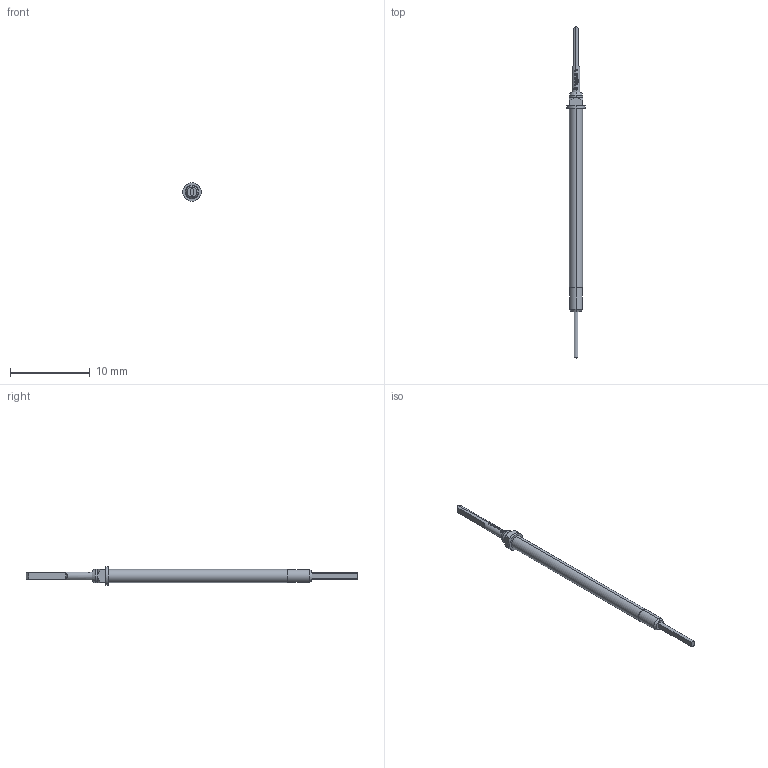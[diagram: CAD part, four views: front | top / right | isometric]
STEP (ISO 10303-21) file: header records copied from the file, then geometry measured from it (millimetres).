
FILE_DESCRIPTION (( 'STEP AP203' ), '1' );
FILE_NAME ('INGUN_GKS-744_329_100_063_A_xx02_M.STEP', '2021-11-04T12:50:15', ( 'ochi' ), ( '' ), 'SwSTEP 2.0', 'SolidWorks 2018', '' );
FILE_SCHEMA (( 'CONFIG_CONTROL_DESIGN' ));
Length unit declared in the file: millimetre
Products named in the file (1): INGUN_GKS-744_329_100_063_A_xx02_M
Bounding box: 2.3 x 41.6 x 2.3 mm (x, y, z)
Volume: 66.9 mm3; surface area: 188.1 mm2
Topology: 1 solids, 1 shells, 105 faces, 281 edges, 182 vertices
Faces by surface type: bspline 51, cylinder 23, plane 21, cone 10
Entity records: 4556 total; most frequent: CARTESIAN_POINT 2358, ORIENTED_EDGE 562, EDGE_CURVE 281, DIRECTION 241, B_SPLINE_CURVE_WITH_KNOTS 182, VERTEX_POINT 182, EDGE_LOOP 109, FACE_OUTER_BOUND 105
